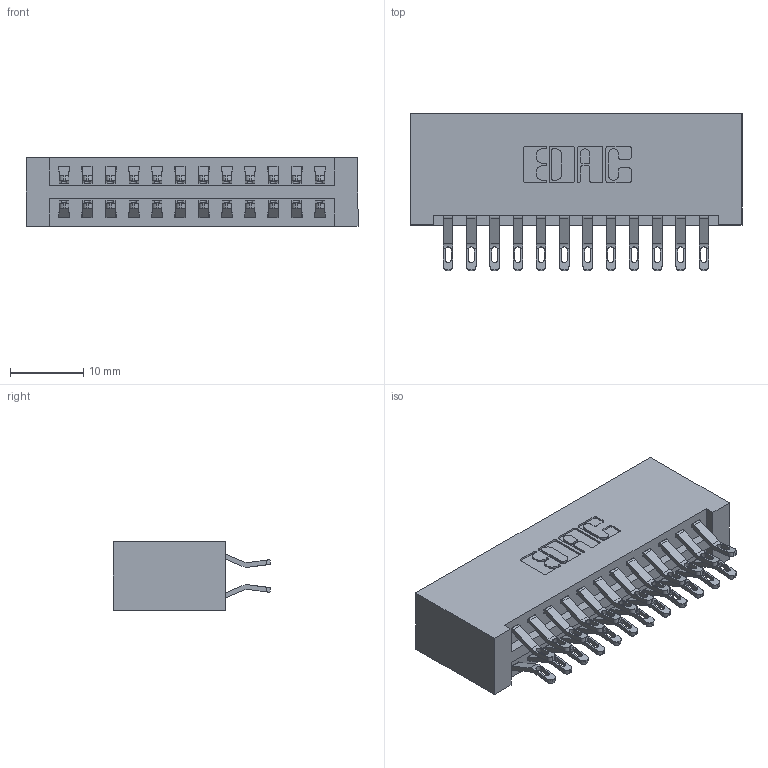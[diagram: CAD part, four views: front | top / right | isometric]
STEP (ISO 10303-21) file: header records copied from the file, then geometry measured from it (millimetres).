
FILE_DESCRIPTION (( 'STEP AP203' ), '1' );
FILE_NAME ('346-024-555-201.STEP', '2022-05-18T23:50:00', ( '' ), ( '' ), 'SwSTEP 2.0', 'SolidWorks 2020', '' );
FILE_SCHEMA (( 'CONFIG_CONTROL_DESIGN' ));
Length unit declared in the file: inch
Products named in the file (3): 345-292-001_555 Tail; 346 Part_No Mounting Lugs; 346-024-555-201
Assembly tree (25 placements, depth 2):
  346-024-555-201
    346 Part_No Mounting Lugs
    345-292-001_555 Tail  x24
Bounding box: 45.34 x 21.46 x 9.4 mm (x, y, z)
Volume: 4831 mm3; surface area: 6580.4 mm2
Topology: 25 solids, 25 shells, 1506 faces, 4697 edges, 3130 vertices
Faces by surface type: plane 864, cylinder 642
Entity records: 11919 total; most frequent: CARTESIAN_POINT 2038, ORIENTED_EDGE 1942, DIRECTION 1811, EDGE_CURVE 971, VECTOR 779, LINE 779, VERTEX_POINT 646, AXIS2_PLACEMENT_3D 516
